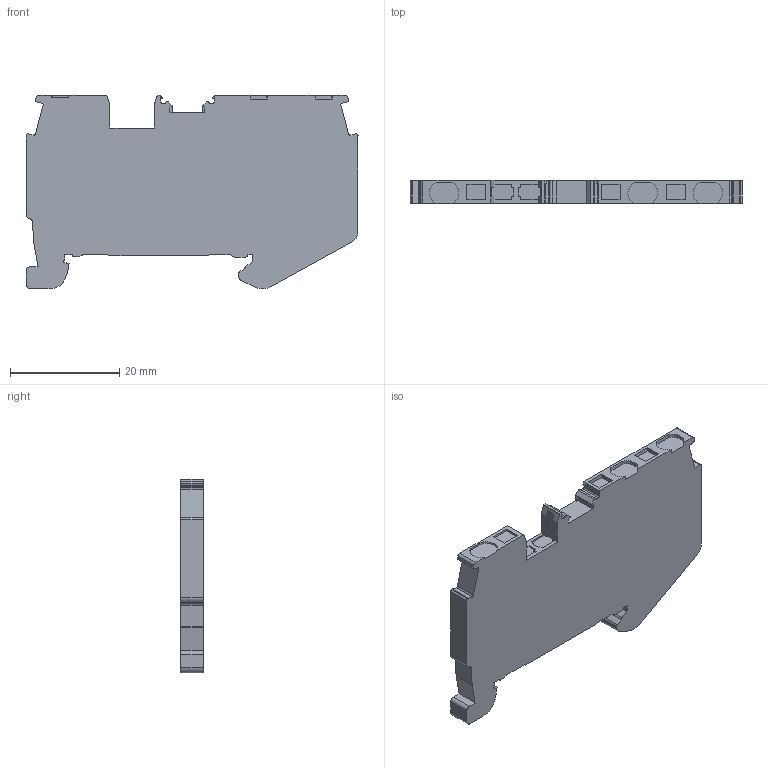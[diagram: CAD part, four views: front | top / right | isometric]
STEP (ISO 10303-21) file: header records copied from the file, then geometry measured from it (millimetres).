
FILE_DESCRIPTION( ( 'Unknown' ), '1' );
FILE_NAME( 'DST1.5-3-PE-D-20180917.stp', 'Unknown', ( 'Unknown' ), ( 'Unknown' ), 'XStep 1.0', 'Unknown', ' ' );
FILE_SCHEMA( ( 'automotive_design' ) );
Length unit declared in the file: millimetre
Products named in the file (1): DST1.5-3-PE-M01-1901
Bounding box: 60.7 x 4.15 x 35.4 mm (x, y, z)
Volume: 7196.6 mm3; surface area: 4481.5 mm2
Topology: 1 solids, 1 shells, 172 faces, 499 edges, 332 vertices
Faces by surface type: plane 118, cylinder 54
Entity records: 7049 total; most frequent: CARTESIAN_POINT 1004, ORIENTED_EDGE 998, DIRECTION 955, EDGE_CURVE 499, LINE 389, VECTOR 389, VERTEX_POINT 332, AXIS2_PLACEMENT_3D 283
